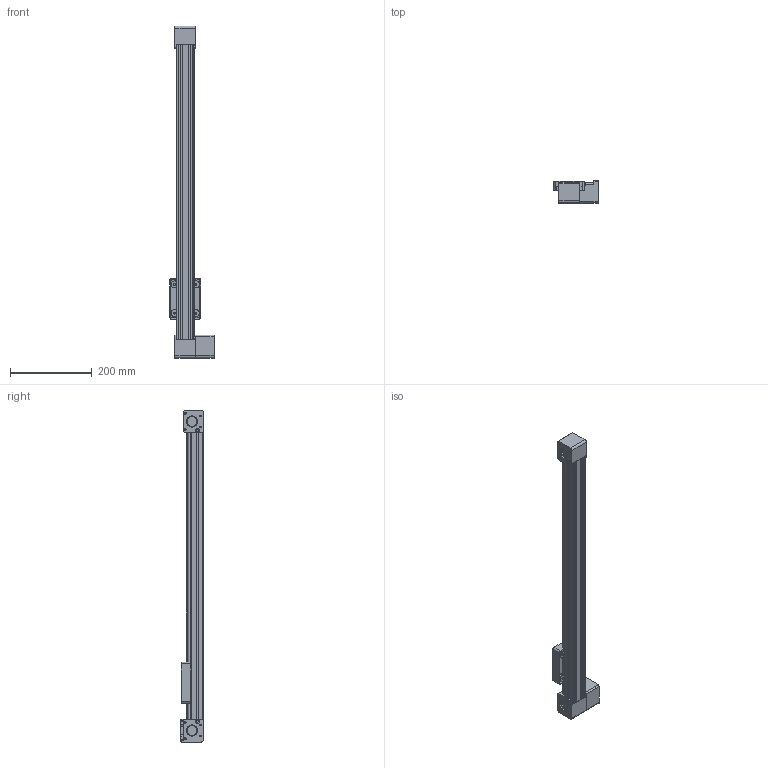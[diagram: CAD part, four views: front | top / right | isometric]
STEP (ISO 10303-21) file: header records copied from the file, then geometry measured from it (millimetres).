
FILE_DESCRIPTION(/* description */ (''),/* implementation_level */ '2;1');
FILE_NAME(/* name */ 'MF45-600.stp',/* time_stamp */ '2024-06-07T11:23:11+08:00',/* author */ (''),/* organization */ (''),/* preprocessor_version */ 'ST-DEVELOPER v16',/* originating_system */ 'SIEMENS PLM Software NX 10.0',/* authorisation */ '');
FILE_SCHEMA (('AP203_CONFIGURATION_CONTROLLED_3D_DESIGN_OF_MECHANICAL_PARTS_AND_ASSEMBLIES_MIM_LF { 1 0 10303 403 2 1 2}'));
Length unit declared in the file: millimetre
Products named in the file (1): Admi7EA85B8Dhmhl
Bounding box: 108 x 56 x 812 mm (x, y, z)
Volume: 839110.8 mm3; surface area: 470242.7 mm2
Topology: 14 solids, 14 shells, 535 faces, 1445 edges, 955 vertices
Faces by surface type: plane 266, cylinder 237, cone 28, torus 4
Full cylindrical faces by diameter (mm): 2.5 x2, 3.3 x4, 3.5 x2, 4.2 x26, 5 x4, 5.5 x8, 6 x2, 9 x4, 10 x1, 17 x8, 23.8 x1, 24 x2, 25 x2, 28 x5, 29.1 x2, 38.3 x1
Entity records: 16210 total; most frequent: CARTESIAN_POINT 2982, DIRECTION 2780, ORIENTED_EDGE 2548, EDGE_CURVE 1274, AXIS2_PLACEMENT_3D 1006, VERTEX_POINT 914, LINE 768, VECTOR 768
